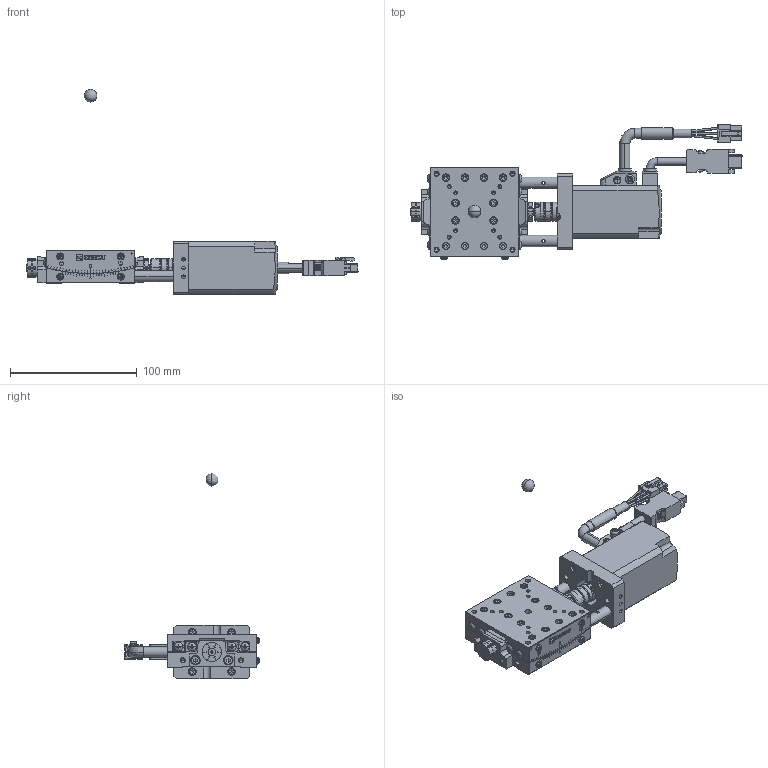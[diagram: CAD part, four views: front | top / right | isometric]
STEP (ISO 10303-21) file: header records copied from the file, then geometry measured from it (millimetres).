
FILE_DESCRIPTION( (''), '2;1');
FILE_NAME ('DR051320-0001-000-00.stp','2019-04-18T20:42:03',(''),(''),'spGate 13.4.4','','');
FILE_SCHEMA (('AUTOMOTIVE_DESIGN'));
Length unit declared in the file: millimetre
Products named in the file (7): Assembly; DR051320-0001-000-00-prt0; DR051320-0001-000-00-prt1; DR051320-0001-000-00-prt2; DR051320-0001-000-00-prt3; DR051320-0001-000-00-prt4; DR051320-0001-000-00-prt5
Assembly tree (6 placements, depth 2):
  Assembly
    DR051320-0001-000-00-prt0
    DR051320-0001-000-00-prt1
    DR051320-0001-000-00-prt2
    DR051320-0001-000-00-prt3
    DR051320-0001-000-00-prt4
    DR051320-0001-000-00-prt5
Bounding box: 262.4 x 106.38 x 162.15 mm (x, y, z)
Volume: 297047.4 mm3; surface area: 89369.1 mm2
Topology: 6 solids, 6 shells, 3146 faces, 7903 edges, 4889 vertices
Faces by surface type: plane 1702, cylinder 868, bspline 549, sphere 27
Entity records: 162468 total; most frequent: CARTESIAN_POINT 28762, ORIENTED_EDGE 15466, DIRECTION 13889, COLOUR_RGB 10885, PRESENTATION_STYLE_ASSIGNMENT 10885, STYLED_ITEM 10885, EDGE_CURVE 7733, DRAUGHTING_PRE_DEFINED_CURVE_FONT 7733
